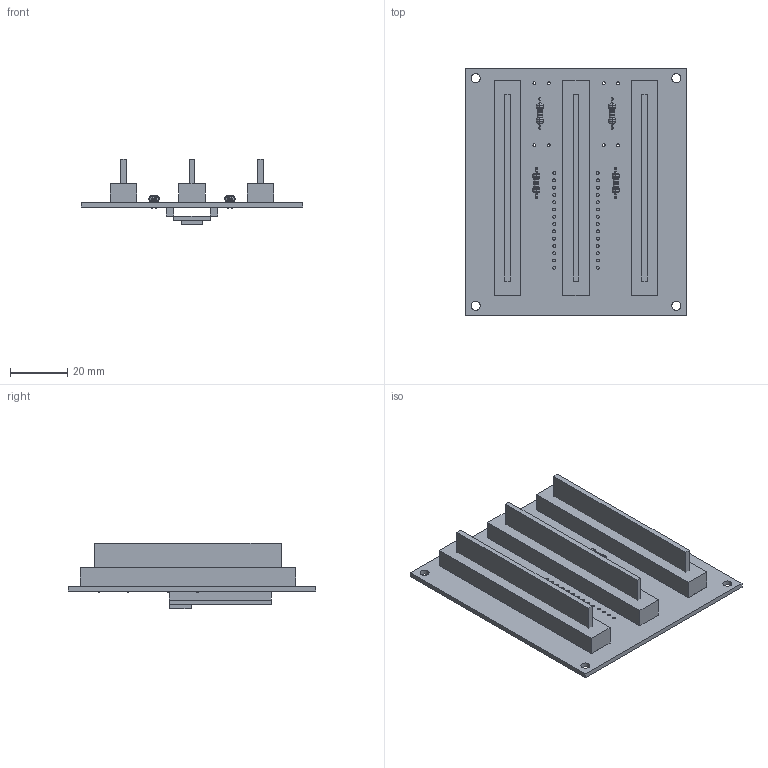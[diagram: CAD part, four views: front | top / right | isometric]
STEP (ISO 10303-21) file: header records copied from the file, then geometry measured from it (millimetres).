
FILE_DESCRIPTION(('Open CASCADE Model'),'2;1');
FILE_NAME('Open CASCADE Shape Model','2021-04-08T18:51:48',('Author'),( 'Open CASCADE'),'Open CASCADE STEP processor 6.5','Open CASCADE 6.5' ,'Unknown');
FILE_SCHEMA(('AUTOMOTIVE_DESIGN { 1 0 10303 214 1 1 1 1 }'));
Length unit declared in the file: millimetre
Products named in the file (21): PCB; Board; R3; 1710605216; Extruded; 1710605344; R2; R1; U1; 1710605472; 1710605600; 1710605728; R4; User_Library-Res40-Axial_Short_0_25W-5_6K; R5; R6; R7
Assembly tree (28 placements, depth 4):
  PCB
    Board
    R3
      1710605216
        Extruded
      1710605344
        Extruded
    R2
      1710605216
        Extruded
      1710605344
        Extruded
    R1
      1710605216
        Extruded
      1710605344
        Extruded
    U1
      1710605472
        Extruded
      1710605600
        Extruded
      1710605728  x2
        Extruded
    R4
      User_Library-Res40-Axial_Short_0_25W-5_6K
    R5
      User_Library-Res40-Axial_Short_0_25W-5_6K
    R6
      User_Library-Res40-Axial_Short_0_25W-5_6K
    R7
      User_Library-Res40-Axial_Short_0_25W-5_6K
Bounding box: 77.22 x 86.36 x 22.83 mm (x, y, z)
Volume: 30940.2 mm3; surface area: 30549.8 mm2
Topology: 15 solids, 15 shells, 364 faces, 762 edges, 428 vertices
Faces by surface type: cylinder 170, plane 98, bspline 96
Full cylindrical faces by diameter (mm): 0.75 x8, 1 x8, 1.016 x28, 1.2 x18, 3.175 x4
Entity records: 13285 total; most frequent: CARTESIAN_POINT 4681, DIRECTION 1449, ORIENTED_EDGE 756, PCURVE 756, DEFINITIONAL_REPRESENTATION 756, LINE 576, VECTOR 576, EDGE_CURVE 378
